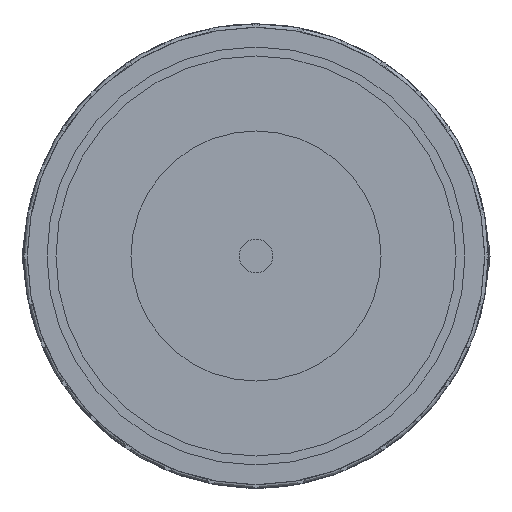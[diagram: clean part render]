
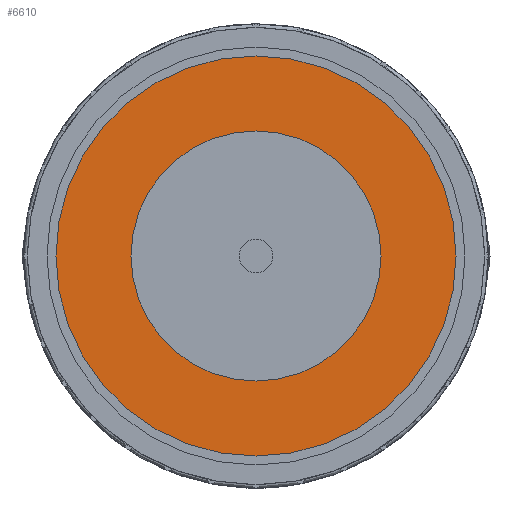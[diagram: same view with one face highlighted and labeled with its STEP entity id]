
A CAD part, front view. The second image highlights one B-rep face of the part: STEP entity #6610.
In plain terms, the highlighted planar face has unit normal (0, -1, 0).
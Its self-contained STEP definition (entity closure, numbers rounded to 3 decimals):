
#7 = DIRECTION ( 'NONE',  ( 0., 0., -1. ) ) ;
#158 = CARTESIAN_POINT ( 'NONE',  ( 0., -16.5, 0. ) ) ;
#690 = DIRECTION ( 'NONE',  ( 0., 0., -1. ) ) ;
#944 = VERTEX_POINT ( 'NONE', #5539 ) ;
#1012 = AXIS2_PLACEMENT_3D ( 'NONE', #5245, #2023, #5784 ) ;
#1199 = VERTEX_POINT ( 'NONE', #4976 ) ;
#1540 = DIRECTION ( 'NONE',  ( 0., -1., 0. ) ) ;
#1597 = EDGE_CURVE ( 'NONE', #1199, #3645, #1919, .T. ) ;
#1675 = ORIENTED_EDGE ( 'NONE', *, *, #5337, .F. ) ;
#1919 = CIRCLE ( 'NONE', #5761, 5.6 ) ;
#2023 = DIRECTION ( 'NONE',  ( 0., -1., 0. ) ) ;
#2047 = ORIENTED_EDGE ( 'NONE', *, *, #1597, .T. ) ;
#2132 = PLANE ( 'NONE',  #4638 ) ;
#2154 = DIRECTION ( 'NONE',  ( 0., -1., 0. ) ) ;
#2265 = ORIENTED_EDGE ( 'NONE', *, *, #2729, .F. ) ;
#2678 = CARTESIAN_POINT ( 'NONE',  ( 0., -16.5, 0. ) ) ;
#2729 = EDGE_CURVE ( 'NONE', #4659, #944, #2746, .T. ) ;
#2746 = CIRCLE ( 'NONE', #3202, 3.5 ) ;
#2815 = FACE_BOUND ( 'NONE', #4398, .T. ) ;
#3202 = AXIS2_PLACEMENT_3D ( 'NONE', #158, #3920, #690 ) ;
#3243 = CIRCLE ( 'NONE', #6108, 3.5 ) ;
#3292 = EDGE_CURVE ( 'NONE', #3645, #1199, #6766, .T. ) ;
#3645 = VERTEX_POINT ( 'NONE', #5749 ) ;
#3920 = DIRECTION ( 'NONE',  ( 0., -1., 0. ) ) ;
#4398 = EDGE_LOOP ( 'NONE', ( #2265, #1675 ) ) ;
#4638 = AXIS2_PLACEMENT_3D ( 'NONE', #2678, #5372, #7 ) ;
#4659 = VERTEX_POINT ( 'NONE', #5362 ) ;
#4748 = CARTESIAN_POINT ( 'NONE',  ( 0., -16.5, 0. ) ) ;
#4947 = EDGE_LOOP ( 'NONE', ( #5298, #2047 ) ) ;
#4976 = CARTESIAN_POINT ( 'NONE',  ( 0., -16.5, 5.6 ) ) ;
#5245 = CARTESIAN_POINT ( 'NONE',  ( 0., -16.5, 0. ) ) ;
#5298 = ORIENTED_EDGE ( 'NONE', *, *, #3292, .T. ) ;
#5299 = DIRECTION ( 'NONE',  ( 0., 0., -1. ) ) ;
#5337 = EDGE_CURVE ( 'NONE', #944, #4659, #3243, .T. ) ;
#5362 = CARTESIAN_POINT ( 'NONE',  ( 0., -16.5, -3.5 ) ) ;
#5372 = DIRECTION ( 'NONE',  ( 0., -1., 0. ) ) ;
#5388 = CARTESIAN_POINT ( 'NONE',  ( 0., -16.5, 0. ) ) ;
#5539 = CARTESIAN_POINT ( 'NONE',  ( 0., -16.5, 3.5 ) ) ;
#5749 = CARTESIAN_POINT ( 'NONE',  ( 0., -16.5, -5.6 ) ) ;
#5761 = AXIS2_PLACEMENT_3D ( 'NONE', #5388, #2154, #5917 ) ;
#5784 = DIRECTION ( 'NONE',  ( 0., 0., -1. ) ) ;
#5853 = FACE_OUTER_BOUND ( 'NONE', #4947, .T. ) ;
#5917 = DIRECTION ( 'NONE',  ( 0., 0., -1. ) ) ;
#6108 = AXIS2_PLACEMENT_3D ( 'NONE', #4748, #1540, #5299 ) ;
#6610 = ADVANCED_FACE ( 'NONE', ( #2815, #5853 ), #2132, .T. ) ;
#6766 = CIRCLE ( 'NONE', #1012, 5.6 ) ;
